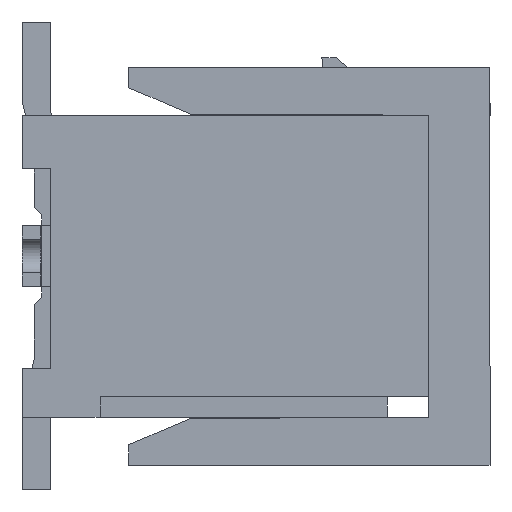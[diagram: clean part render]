
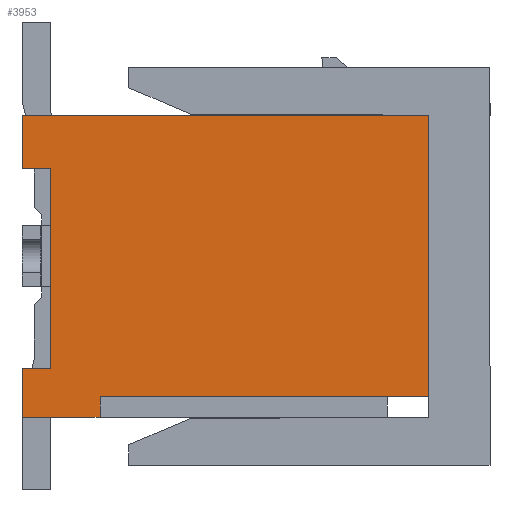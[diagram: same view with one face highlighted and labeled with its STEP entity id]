
A CAD part, left-side view. The second image highlights one B-rep face of the part: STEP entity #3953.
In plain terms, the highlighted planar face has unit normal (-1, 0, 0).
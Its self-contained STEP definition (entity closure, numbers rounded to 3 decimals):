
#393=ORIENTED_EDGE('',*,*,#1392,.F.);
#394=ORIENTED_EDGE('',*,*,#1390,.F.);
#395=ORIENTED_EDGE('',*,*,#1486,.F.);
#396=ORIENTED_EDGE('',*,*,#1487,.F.);
#397=ORIENTED_EDGE('',*,*,#1475,.T.);
#398=ORIENTED_EDGE('',*,*,#1267,.T.);
#399=ORIENTED_EDGE('',*,*,#1488,.T.);
#400=ORIENTED_EDGE('',*,*,#1348,.F.);
#401=ORIENTED_EDGE('',*,*,#1352,.F.);
#402=ORIENTED_EDGE('',*,*,#1290,.F.);
#1267=EDGE_CURVE('',#1847,#1846,#2230,.T.);
#1290=EDGE_CURVE('',#1869,#1870,#2253,.T.);
#1348=EDGE_CURVE('',#1922,#1923,#2311,.T.);
#1352=EDGE_CURVE('',#1870,#1922,#2315,.T.);
#1390=EDGE_CURVE('',#1948,#1942,#2353,.T.);
#1392=EDGE_CURVE('',#1942,#1869,#2354,.T.);
#1475=EDGE_CURVE('',#2009,#1847,#2437,.T.);
#1486=EDGE_CURVE('',#2014,#1948,#2448,.T.);
#1487=EDGE_CURVE('',#2009,#2014,#2449,.T.);
#1488=EDGE_CURVE('',#1846,#1923,#2450,.T.);
#1846=VERTEX_POINT('',#5468);
#1847=VERTEX_POINT('',#5470);
#1869=VERTEX_POINT('',#5515);
#1870=VERTEX_POINT('',#5517);
#1922=VERTEX_POINT('',#5633);
#1923=VERTEX_POINT('',#5635);
#1942=VERTEX_POINT('',#5695);
#1948=VERTEX_POINT('',#5707);
#2009=VERTEX_POINT('',#5862);
#2014=VERTEX_POINT('',#5880);
#2230=LINE('',#5469,#2793);
#2253=LINE('',#5516,#2816);
#2311=LINE('',#5634,#2874);
#2315=LINE('',#5641,#2878);
#2353=LINE('',#5708,#2916);
#2354=LINE('',#5711,#2917);
#2437=LINE('',#5861,#3000);
#2448=LINE('',#5881,#3011);
#2449=LINE('',#5883,#3012);
#2450=LINE('',#5884,#3013);
#2793=VECTOR('',#4435,1000.);
#2816=VECTOR('',#4460,1000.);
#2874=VECTOR('',#4532,1000.);
#2878=VECTOR('',#4538,1000.);
#2916=VECTOR('',#4586,1000.);
#2917=VECTOR('',#4591,1000.);
#3000=VECTOR('',#4688,1000.);
#3011=VECTOR('',#4705,1000.);
#3012=VECTOR('',#4708,1000.);
#3013=VECTOR('',#4709,1000.);
#3358=EDGE_LOOP('',(#393,#394,#395,#396,#397,#398,#399,#400,#401,#402));
#3565=FACE_BOUND('',#3358,.T.);
#3764=PLANE('',#4201);
#3953=ADVANCED_FACE('',(#3565),#3764,.T.);
#4201=AXIS2_PLACEMENT_3D('',#5882,#4706,#4707);
#4435=DIRECTION('',(0.,0.,1.));
#4460=DIRECTION('',(0.,0.,1.));
#4532=DIRECTION('',(0.,0.,1.));
#4538=DIRECTION('',(0.,1.,0.));
#4586=DIRECTION('',(0.,0.,1.));
#4591=DIRECTION('',(0.,-1.,0.));
#4688=DIRECTION('',(0.,-1.,0.));
#4705=DIRECTION('',(0.,1.,0.));
#4706=DIRECTION('',(-1.,0.,0.));
#4707=DIRECTION('',(0.,0.,1.));
#4708=DIRECTION('',(0.,0.,-1.));
#4709=DIRECTION('',(0.,1.,0.));
#5468=CARTESIAN_POINT('',(-3.35,-4.95,3.68));
#5469=CARTESIAN_POINT('',(-3.35,-4.95,-3.68));
#5470=CARTESIAN_POINT('',(-3.35,-4.95,-3.18));
#5515=CARTESIAN_POINT('',(-3.35,4.25,-2.48));
#5516=CARTESIAN_POINT('',(-3.35,4.25,-2.48));
#5517=CARTESIAN_POINT('',(-3.35,4.25,2.37));
#5633=CARTESIAN_POINT('',(-3.35,4.95,2.37));
#5634=CARTESIAN_POINT('',(-3.35,4.95,-3.68));
#5635=CARTESIAN_POINT('',(-3.35,4.95,3.68));
#5641=CARTESIAN_POINT('',(-3.35,4.25,2.37));
#5695=CARTESIAN_POINT('',(-3.35,4.95,-2.48));
#5707=CARTESIAN_POINT('',(-3.35,4.95,-3.68));
#5708=CARTESIAN_POINT('',(-3.35,4.95,-3.68));
#5711=CARTESIAN_POINT('',(-3.35,4.95,-2.48));
#5861=CARTESIAN_POINT('',(-3.35,-4.95,-3.18));
#5862=CARTESIAN_POINT('',(-3.35,3.05,-3.18));
#5880=CARTESIAN_POINT('',(-3.35,3.05,-3.68));
#5881=CARTESIAN_POINT('',(-3.35,-4.95,-3.68));
#5882=CARTESIAN_POINT('',(-3.35,-4.95,-3.68));
#5883=CARTESIAN_POINT('',(-3.35,3.05,-3.18));
#5884=CARTESIAN_POINT('',(-3.35,-4.95,3.68));
